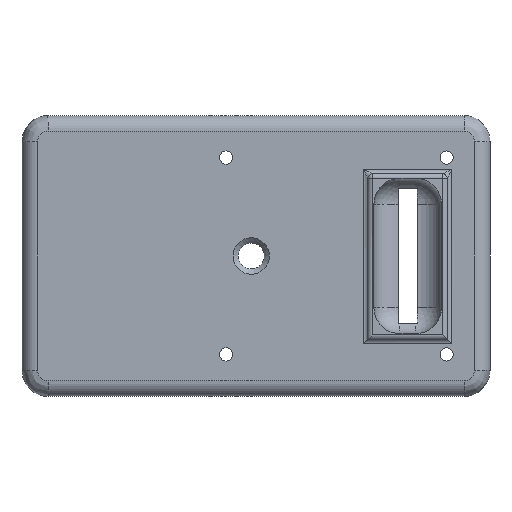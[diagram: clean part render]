
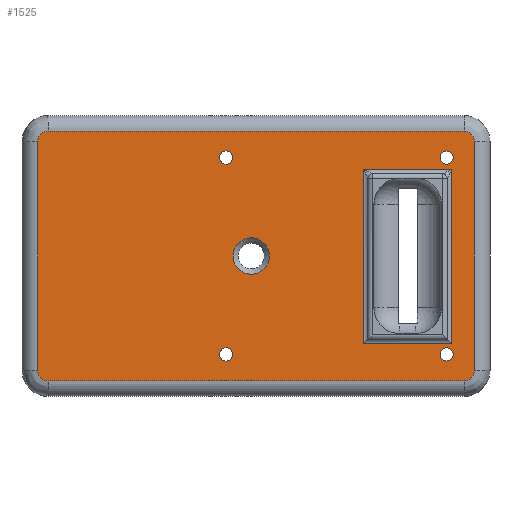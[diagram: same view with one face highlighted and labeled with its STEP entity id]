
A CAD part, front view. The second image highlights one B-rep face of the part: STEP entity #1525.
In plain terms, the highlighted planar face has unit normal (0, -1, 0).
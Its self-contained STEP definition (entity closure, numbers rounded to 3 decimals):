
#91=FACE_BOUND('',#233,.T.);
#92=FACE_BOUND('',#234,.T.);
#93=FACE_BOUND('',#235,.T.);
#94=FACE_BOUND('',#236,.T.);
#95=FACE_BOUND('',#237,.T.);
#96=FACE_BOUND('',#238,.T.);
#106=PLANE('',#1636);
#137=FACE_OUTER_BOUND('',#232,.T.);
#232=EDGE_LOOP('',(#1063,#1064,#1065,#1066,#1067,#1068,#1069,#1070));
#233=EDGE_LOOP('',(#1071,#1072,#1073,#1074));
#234=EDGE_LOOP('',(#1075));
#235=EDGE_LOOP('',(#1076));
#236=EDGE_LOOP('',(#1077));
#237=EDGE_LOOP('',(#1078));
#238=EDGE_LOOP('',(#1079));
#342=LINE('',#2350,#466);
#343=LINE('',#2354,#467);
#344=LINE('',#2358,#468);
#345=LINE('',#2361,#469);
#346=LINE('',#2364,#470);
#347=LINE('',#2366,#471);
#348=LINE('',#2368,#472);
#349=LINE('',#2369,#473);
#466=VECTOR('',#1839,10.);
#467=VECTOR('',#1842,10.);
#468=VECTOR('',#1845,10.);
#469=VECTOR('',#1848,10.);
#470=VECTOR('',#1849,10.);
#471=VECTOR('',#1850,10.);
#472=VECTOR('',#1851,10.);
#473=VECTOR('',#1852,10.);
#589=CIRCLE('',#1634,3.5);
#591=CIRCLE('',#1637,2.);
#592=CIRCLE('',#1638,2.);
#593=CIRCLE('',#1639,2.);
#594=CIRCLE('',#1640,2.);
#595=CIRCLE('',#1641,1.27);
#596=CIRCLE('',#1642,1.27);
#597=CIRCLE('',#1643,1.27);
#598=CIRCLE('',#1644,1.27);
#685=VERTEX_POINT('',#2340);
#687=VERTEX_POINT('',#2346);
#688=VERTEX_POINT('',#2347);
#689=VERTEX_POINT('',#2349);
#690=VERTEX_POINT('',#2351);
#691=VERTEX_POINT('',#2353);
#692=VERTEX_POINT('',#2355);
#693=VERTEX_POINT('',#2357);
#694=VERTEX_POINT('',#2359);
#695=VERTEX_POINT('',#2362);
#696=VERTEX_POINT('',#2363);
#697=VERTEX_POINT('',#2365);
#698=VERTEX_POINT('',#2367);
#699=VERTEX_POINT('',#2370);
#700=VERTEX_POINT('',#2372);
#701=VERTEX_POINT('',#2374);
#702=VERTEX_POINT('',#2376);
#827=EDGE_CURVE('',#685,#685,#589,.T.);
#830=EDGE_CURVE('',#687,#688,#591,.T.);
#831=EDGE_CURVE('',#689,#687,#342,.T.);
#832=EDGE_CURVE('',#690,#689,#592,.T.);
#833=EDGE_CURVE('',#691,#690,#343,.T.);
#834=EDGE_CURVE('',#692,#691,#593,.T.);
#835=EDGE_CURVE('',#693,#692,#344,.T.);
#836=EDGE_CURVE('',#694,#693,#594,.T.);
#837=EDGE_CURVE('',#688,#694,#345,.T.);
#838=EDGE_CURVE('',#695,#696,#346,.T.);
#839=EDGE_CURVE('',#697,#695,#347,.T.);
#840=EDGE_CURVE('',#698,#697,#348,.T.);
#841=EDGE_CURVE('',#696,#698,#349,.T.);
#842=EDGE_CURVE('',#699,#699,#595,.T.);
#843=EDGE_CURVE('',#700,#700,#596,.T.);
#844=EDGE_CURVE('',#701,#701,#597,.T.);
#845=EDGE_CURVE('',#702,#702,#598,.T.);
#1063=ORIENTED_EDGE('',*,*,#830,.F.);
#1064=ORIENTED_EDGE('',*,*,#831,.F.);
#1065=ORIENTED_EDGE('',*,*,#832,.F.);
#1066=ORIENTED_EDGE('',*,*,#833,.F.);
#1067=ORIENTED_EDGE('',*,*,#834,.F.);
#1068=ORIENTED_EDGE('',*,*,#835,.F.);
#1069=ORIENTED_EDGE('',*,*,#836,.F.);
#1070=ORIENTED_EDGE('',*,*,#837,.F.);
#1071=ORIENTED_EDGE('',*,*,#838,.F.);
#1072=ORIENTED_EDGE('',*,*,#839,.F.);
#1073=ORIENTED_EDGE('',*,*,#840,.F.);
#1074=ORIENTED_EDGE('',*,*,#841,.F.);
#1075=ORIENTED_EDGE('',*,*,#842,.T.);
#1076=ORIENTED_EDGE('',*,*,#843,.T.);
#1077=ORIENTED_EDGE('',*,*,#844,.T.);
#1078=ORIENTED_EDGE('',*,*,#845,.T.);
#1079=ORIENTED_EDGE('',*,*,#827,.F.);
#1525=ADVANCED_FACE('',(#137,#91,#92,#93,#94,#95,#96),#106,.F.);
#1634=AXIS2_PLACEMENT_3D('',#2341,#1830,#1831);
#1636=AXIS2_PLACEMENT_3D('',#2345,#1835,#1836);
#1637=AXIS2_PLACEMENT_3D('',#2348,#1837,#1838);
#1638=AXIS2_PLACEMENT_3D('',#2352,#1840,#1841);
#1639=AXIS2_PLACEMENT_3D('',#2356,#1843,#1844);
#1640=AXIS2_PLACEMENT_3D('',#2360,#1846,#1847);
#1641=AXIS2_PLACEMENT_3D('',#2371,#1853,#1854);
#1642=AXIS2_PLACEMENT_3D('',#2373,#1855,#1856);
#1643=AXIS2_PLACEMENT_3D('',#2375,#1857,#1858);
#1644=AXIS2_PLACEMENT_3D('',#2377,#1859,#1860);
#1830=DIRECTION('center_axis',(0.,-1.,0.));
#1831=DIRECTION('ref_axis',(1.,0.,0.));
#1835=DIRECTION('center_axis',(0.,1.,0.));
#1836=DIRECTION('ref_axis',(1.,0.,0.));
#1837=DIRECTION('center_axis',(0.,1.,0.));
#1838=DIRECTION('ref_axis',(-0.707,0.,0.707));
#1839=DIRECTION('',(0.,0.,1.));
#1840=DIRECTION('center_axis',(0.,1.,0.));
#1841=DIRECTION('ref_axis',(-0.707,0.,-0.707));
#1842=DIRECTION('',(-1.,0.,0.));
#1843=DIRECTION('center_axis',(0.,1.,0.));
#1844=DIRECTION('ref_axis',(0.707,0.,-0.707));
#1845=DIRECTION('',(0.,0.,-1.));
#1846=DIRECTION('center_axis',(0.,1.,0.));
#1847=DIRECTION('ref_axis',(0.707,0.,0.707));
#1848=DIRECTION('',(1.,0.,0.));
#1849=DIRECTION('',(-1.,0.,0.));
#1850=DIRECTION('',(0.,0.,1.));
#1851=DIRECTION('',(1.,0.,0.));
#1852=DIRECTION('',(0.,0.,-1.));
#1853=DIRECTION('center_axis',(0.,1.,0.));
#1854=DIRECTION('ref_axis',(1.,0.,0.));
#1855=DIRECTION('center_axis',(0.,1.,0.));
#1856=DIRECTION('ref_axis',(1.,0.,0.));
#1857=DIRECTION('center_axis',(0.,1.,0.));
#1858=DIRECTION('ref_axis',(1.,0.,0.));
#1859=DIRECTION('center_axis',(0.,1.,0.));
#1860=DIRECTION('ref_axis',(1.,0.,0.));
#2340=CARTESIAN_POINT('',(-4.42,0.,0.));
#2341=CARTESIAN_POINT('Origin',(-0.92,0.,0.));
#2345=CARTESIAN_POINT('Origin',(0.,0.,0.));
#2346=CARTESIAN_POINT('',(-42.,0.,22.));
#2347=CARTESIAN_POINT('',(-40.,0.,24.));
#2348=CARTESIAN_POINT('Origin',(-40.,0.,22.));
#2349=CARTESIAN_POINT('',(-42.,0.,-22.));
#2350=CARTESIAN_POINT('',(-42.,0.,-13.5));
#2351=CARTESIAN_POINT('',(-40.,0.,-24.));
#2352=CARTESIAN_POINT('Origin',(-40.,0.,-22.));
#2353=CARTESIAN_POINT('',(40.,0.,-24.));
#2354=CARTESIAN_POINT('',(22.5,0.,-24.));
#2355=CARTESIAN_POINT('',(42.,0.,-22.));
#2356=CARTESIAN_POINT('Origin',(40.,0.,-22.));
#2357=CARTESIAN_POINT('',(42.,0.,22.));
#2358=CARTESIAN_POINT('',(42.,0.,13.5));
#2359=CARTESIAN_POINT('',(40.,0.,24.));
#2360=CARTESIAN_POINT('Origin',(40.,0.,22.));
#2361=CARTESIAN_POINT('',(-22.5,0.,24.));
#2362=CARTESIAN_POINT('',(37.672,0.,16.655));
#2363=CARTESIAN_POINT('',(20.672,0.,16.655));
#2364=CARTESIAN_POINT('',(25.422,0.,16.655));
#2365=CARTESIAN_POINT('',(37.672,0.,-16.923));
#2366=CARTESIAN_POINT('',(37.672,0.,7.962));
#2367=CARTESIAN_POINT('',(20.672,0.,-16.923));
#2368=CARTESIAN_POINT('',(18.336,0.,-16.923));
#2369=CARTESIAN_POINT('',(20.672,0.,-7.962));
#2370=CARTESIAN_POINT('',(-7.016,0.,-18.923));
#2371=CARTESIAN_POINT('Origin',(-5.746,0.,-18.923));
#2372=CARTESIAN_POINT('',(35.402,0.,-18.923));
#2373=CARTESIAN_POINT('Origin',(36.672,0.,-18.923));
#2374=CARTESIAN_POINT('',(-7.016,0.,18.923));
#2375=CARTESIAN_POINT('Origin',(-5.746,0.,18.923));
#2376=CARTESIAN_POINT('',(35.402,0.,18.923));
#2377=CARTESIAN_POINT('Origin',(36.672,0.,18.923));
